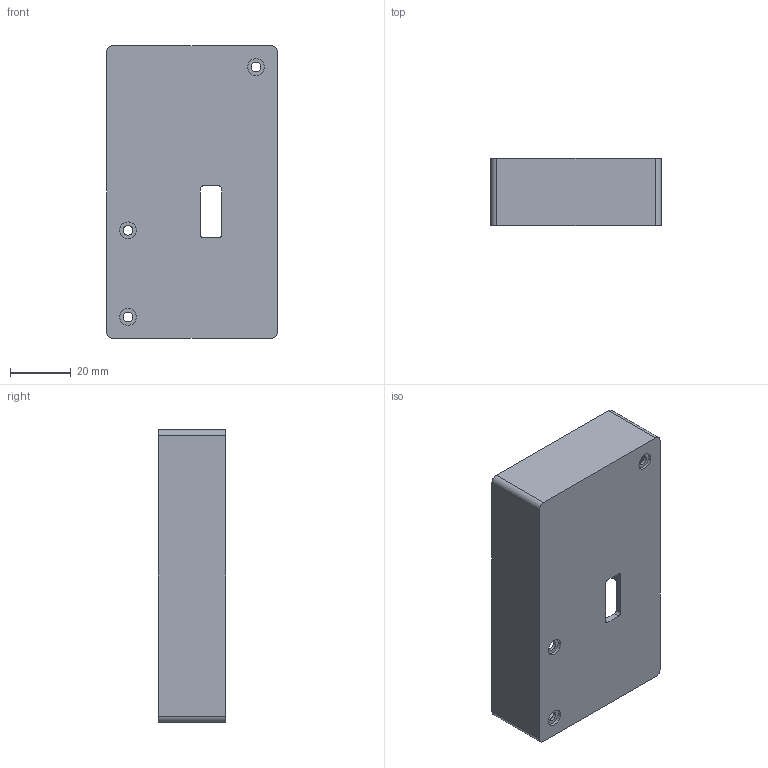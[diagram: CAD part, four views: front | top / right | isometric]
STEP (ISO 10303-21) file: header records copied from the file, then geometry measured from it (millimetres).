
FILE_DESCRIPTION(/* description */ (''),/* implementation_level */ '2;1');
FILE_NAME(/* name */ 'HELMUTE Cradle Enclosure Perf Rev v1.step',/* time_stamp */ '2025-05-15T08:56:44-04:00',/* author */ (''),/* organization */ (''),/* preprocessor_version */ 'ST-DEVELOPER v20.1',/* originating_system */ 'Autodesk Translation Framework v14.4.0.0',/* authorisation */ '');
FILE_SCHEMA (('AUTOMOTIVE_DESIGN { 1 0 10303 214 3 1 1 }'));
Length unit declared in the file: millimetre
Products named in the file (1): HELMUTE Cradle Enclosure Perf Rev
Bounding box: 56 x 22 x 96 mm (x, y, z)
Volume: 19726.3 mm3; surface area: 21596.4 mm2
Topology: 1 solids, 1 shells, 80 faces, 214 edges, 142 vertices
Faces by surface type: plane 43, cylinder 36, bspline 1
Full cylindrical faces by diameter (mm): 3.2 x3, 5.55 x3
Entity records: 2566 total; most frequent: DIRECTION 448, CARTESIAN_POINT 442, ORIENTED_EDGE 428, EDGE_CURVE 214, AXIS2_PLACEMENT_3D 154, VERTEX_POINT 142, LINE 140, VECTOR 140
